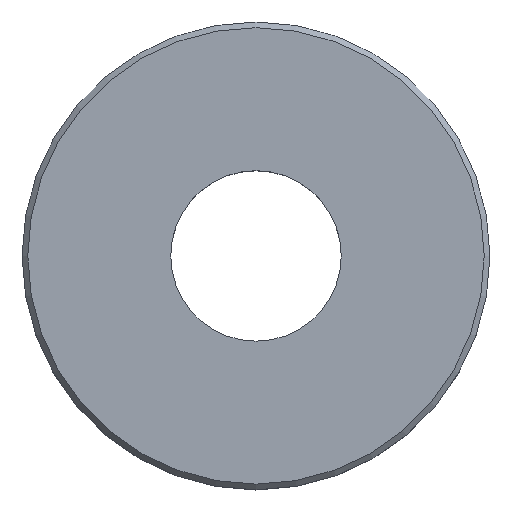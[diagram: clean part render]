
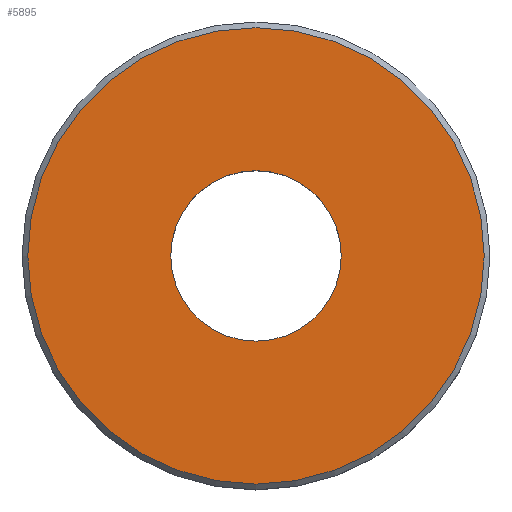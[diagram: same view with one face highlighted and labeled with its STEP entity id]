
A CAD part, top view. The second image highlights one B-rep face of the part: STEP entity #5895.
In plain terms, the highlighted planar face has unit normal (0, 0, 1).
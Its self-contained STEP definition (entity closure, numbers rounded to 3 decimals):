
#111 = CONICAL_SURFACE('',#112,24.7,0.785);
#112 = AXIS2_PLACEMENT_3D('',#113,#114,#115);
#113 = CARTESIAN_POINT('',(0.,0.,3.287));
#114 = DIRECTION('',(-0.,-0.,-1.));
#115 = DIRECTION('',(1.,0.,0.));
#208 = VERTEX_POINT('',#209);
#209 = CARTESIAN_POINT('',(24.1,0.,3.887));
#230 = EDGE_CURVE('',#208,#208,#231,.T.);
#231 = SURFACE_CURVE('',#232,(#237,#244),.PCURVE_S1.);
#232 = CIRCLE('',#233,24.1);
#233 = AXIS2_PLACEMENT_3D('',#234,#235,#236);
#234 = CARTESIAN_POINT('',(0.,0.,3.887));
#235 = DIRECTION('',(0.,0.,1.));
#236 = DIRECTION('',(1.,0.,-0.));
#237 = PCURVE('',#111,#238);
#238 = DEFINITIONAL_REPRESENTATION('',(#239),#243);
#239 = LINE('',#240,#241);
#240 = CARTESIAN_POINT('',(-0.,-0.6));
#241 = VECTOR('',#242,1.);
#242 = DIRECTION('',(-1.,-0.));
#243 = ( GEOMETRIC_REPRESENTATION_CONTEXT(2) 
PARAMETRIC_REPRESENTATION_CONTEXT() REPRESENTATION_CONTEXT('2D SPACE',''
  ) );
#244 = PCURVE('',#245,#250);
#245 = PLANE('',#246);
#246 = AXIS2_PLACEMENT_3D('',#247,#248,#249);
#247 = CARTESIAN_POINT('',(0.,0.,3.887));
#248 = DIRECTION('',(0.,0.,1.));
#249 = DIRECTION('',(1.,0.,0.));
#250 = DEFINITIONAL_REPRESENTATION('',(#251),#255);
#251 = CIRCLE('',#252,24.1);
#252 = AXIS2_PLACEMENT_2D('',#253,#254);
#253 = CARTESIAN_POINT('',(0.,0.));
#254 = DIRECTION('',(1.,0.));
#255 = ( GEOMETRIC_REPRESENTATION_CONTEXT(2) 
PARAMETRIC_REPRESENTATION_CONTEXT() REPRESENTATION_CONTEXT('2D SPACE',''
  ) );
#1684 = CYLINDRICAL_SURFACE('',#1685,9.003);
#1685 = AXIS2_PLACEMENT_3D('',#1686,#1687,#1688);
#1686 = CARTESIAN_POINT('',(0.,0.,
    3.887));
#1687 = DIRECTION('',(0.,0.,-1.));
#1688 = DIRECTION('',(-1.,0.,0.));
#5895 = ADVANCED_FACE('',(#5896,#5899),#245,.T.);
#5896 = FACE_BOUND('',#5897,.T.);
#5897 = EDGE_LOOP('',(#5898));
#5898 = ORIENTED_EDGE('',*,*,#230,.T.);
#5899 = FACE_BOUND('',#5900,.T.);
#5900 = EDGE_LOOP('',(#5901));
#5901 = ORIENTED_EDGE('',*,*,#5902,.T.);
#5902 = EDGE_CURVE('',#5903,#5903,#5905,.T.);
#5903 = VERTEX_POINT('',#5904);
#5904 = CARTESIAN_POINT('',(-9.003,0.,
    3.887));
#5905 = SURFACE_CURVE('',#5906,(#5911,#5922),.PCURVE_S1.);
#5906 = CIRCLE('',#5907,9.003);
#5907 = AXIS2_PLACEMENT_3D('',#5908,#5909,#5910);
#5908 = CARTESIAN_POINT('',(0.,0.,
    3.887));
#5909 = DIRECTION('',(0.,0.,-1.));
#5910 = DIRECTION('',(-1.,0.,0.));
#5911 = PCURVE('',#245,#5912);
#5912 = DEFINITIONAL_REPRESENTATION('',(#5913),#5921);
#5913 = ( BOUNDED_CURVE() B_SPLINE_CURVE(2,(#5914,#5915,#5916,#5917,
#5918,#5919,#5920),.UNSPECIFIED.,.T.,.F.) B_SPLINE_CURVE_WITH_KNOTS((1,2
    ,2,2,2,1),(-2.094,0.,2.094,4.189,
6.283,8.378),.UNSPECIFIED.) CURVE() 
GEOMETRIC_REPRESENTATION_ITEM() RATIONAL_B_SPLINE_CURVE((1.,0.5,1.,0.5,
1.,0.5,1.)) REPRESENTATION_ITEM('') );
#5914 = CARTESIAN_POINT('',(-9.003,0.));
#5915 = CARTESIAN_POINT('',(-9.003,15.594));
#5916 = CARTESIAN_POINT('',(4.502,7.797));
#5917 = CARTESIAN_POINT('',(18.007,0.));
#5918 = CARTESIAN_POINT('',(4.502,-7.797));
#5919 = CARTESIAN_POINT('',(-9.003,-15.594));
#5920 = CARTESIAN_POINT('',(-9.003,0.));
#5921 = ( GEOMETRIC_REPRESENTATION_CONTEXT(2) 
PARAMETRIC_REPRESENTATION_CONTEXT() REPRESENTATION_CONTEXT('2D SPACE',''
  ) );
#5922 = PCURVE('',#1684,#5923);
#5923 = DEFINITIONAL_REPRESENTATION('',(#5924),#5928);
#5924 = LINE('',#5925,#5926);
#5925 = CARTESIAN_POINT('',(0.,0.));
#5926 = VECTOR('',#5927,1.);
#5927 = DIRECTION('',(1.,0.));
#5928 = ( GEOMETRIC_REPRESENTATION_CONTEXT(2) 
PARAMETRIC_REPRESENTATION_CONTEXT() REPRESENTATION_CONTEXT('2D SPACE',''
  ) );
